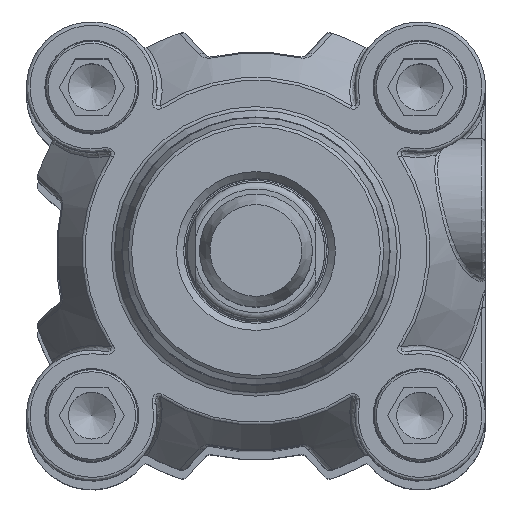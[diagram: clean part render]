
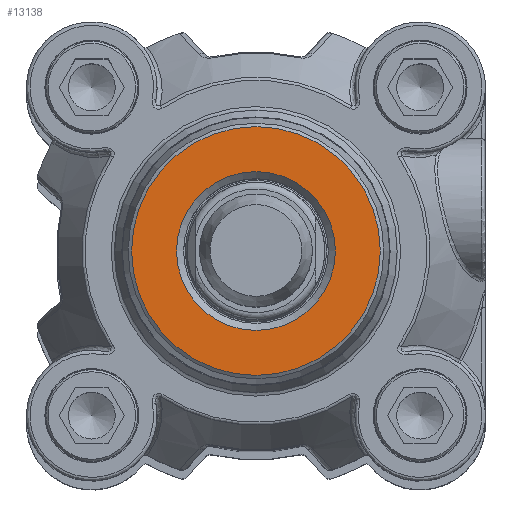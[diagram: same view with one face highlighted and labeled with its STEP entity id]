
A CAD part, top view. The second image highlights one B-rep face of the part: STEP entity #13138.
In plain terms, the highlighted planar face has unit normal (0, 0, 1).
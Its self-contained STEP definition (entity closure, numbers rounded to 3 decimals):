
#13087=CARTESIAN_POINT('',(11.25,0.,403.5));
#13088=VERTEX_POINT('',#13087);
#13089=CARTESIAN_POINT('',(0.0,0.0,403.5));
#13090=DIRECTION('',(0.0,0.0,1.0));
#13091=DIRECTION('',(-1.0,0.0,0.0));
#13092=AXIS2_PLACEMENT_3D('',#13089,#13090,#13091);
#13093=CIRCLE('',#13092,11.25);
#13094=EDGE_CURVE('',#13088,#13088,#13093,.T.);
#13119=CARTESIAN_POINT('',(8.808,0.0,403.5));
#13120=DIRECTION('',(0.0,0.0,1.0));
#13121=DIRECTION('',(1.0,0.0,0.0));
#13122=AXIS2_PLACEMENT_3D('',#13119,#13120,#13121);
#13123=PLANE('',#13122);
#13124=CARTESIAN_POINT('',(17.616,0.0,403.5));
#13125=VERTEX_POINT('',#13124);
#13126=CARTESIAN_POINT('',(0.0,0.0,403.5));
#13127=DIRECTION('',(0.0,0.0,1.0));
#13128=DIRECTION('',(1.0,0.0,0.0));
#13129=AXIS2_PLACEMENT_3D('',#13126,#13127,#13128);
#13130=CIRCLE('',#13129,17.616);
#13131=EDGE_CURVE('',#13125,#13125,#13130,.T.);
#13132=ORIENTED_EDGE('',*,*,#13131,.T.);
#13133=EDGE_LOOP('',(#13132));
#13134=FACE_OUTER_BOUND('',#13133,.T.);
#13135=ORIENTED_EDGE('',*,*,#13094,.F.);
#13136=EDGE_LOOP('',(#13135));
#13137=FACE_BOUND('',#13136,.T.);
#13138=ADVANCED_FACE('',(#13134,#13137),#13123,.T.);
